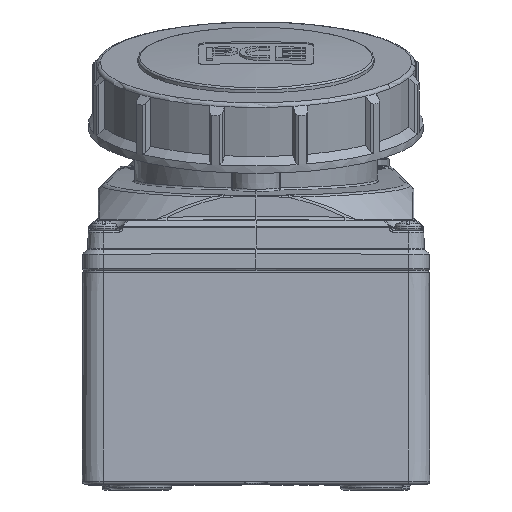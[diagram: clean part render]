
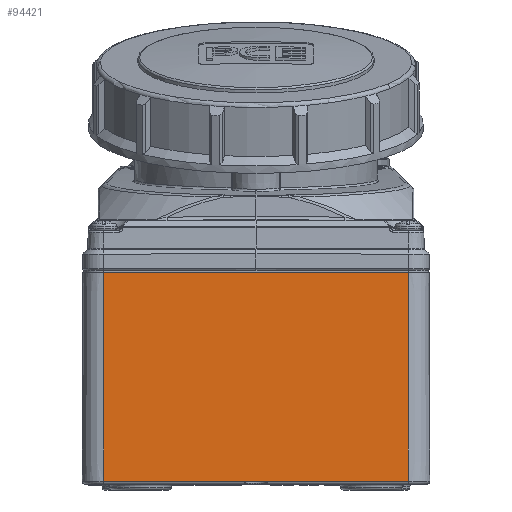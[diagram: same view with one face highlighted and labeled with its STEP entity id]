
A CAD part, left-side view. The second image highlights one B-rep face of the part: STEP entity #94421.
In plain terms, the highlighted planar face has unit normal (-1, 0, 0.004).
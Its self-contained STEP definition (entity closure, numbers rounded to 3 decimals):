
#1497 = EDGE_LOOP ( 'NONE', ( #70726, #16676, #57213, #48012 ) ) ;
#4438 = CARTESIAN_POINT ( 'NONE',  ( -90.19, 39.5, 0.8 ) ) ;
#9077 = CARTESIAN_POINT ( 'NONE',  ( -90.19, 39.5, 0.8 ) ) ;
#11139 = DIRECTION ( 'NONE',  ( 0., -1., 0. ) ) ;
#12282 = EDGE_CURVE ( 'NONE', #54171, #55482, #54486, .T. ) ;
#16303 = CARTESIAN_POINT ( 'NONE',  ( -90., 39.5, 55.1 ) ) ;
#16676 = ORIENTED_EDGE ( 'NONE', *, *, #12282, .F. ) ;
#17433 = EDGE_CURVE ( 'NONE', #82314, #55482, #76284, .T. ) ;
#19541 = LINE ( 'NONE', #81808, #19642 ) ;
#19642 = VECTOR ( 'NONE', #11139, 1000. ) ;
#20237 = DIRECTION ( 'NONE',  ( -0.003, 0., -1. ) ) ;
#21219 = EDGE_CURVE ( 'NONE', #82314, #29882, #19541, .T. ) ;
#23271 = CARTESIAN_POINT ( 'NONE',  ( -90.19, -39.5, 0.8 ) ) ;
#24293 = DIRECTION ( 'NONE',  ( 0.003, 0., 1. ) ) ;
#25057 = VECTOR ( 'NONE', #41975, 1000. ) ;
#29882 = VERTEX_POINT ( 'NONE', #83031 ) ;
#38005 = CARTESIAN_POINT ( 'NONE',  ( -90., 39.5, 55.1 ) ) ;
#41975 = DIRECTION ( 'NONE',  ( -0.003, 0., -1. ) ) ;
#48012 = ORIENTED_EDGE ( 'NONE', *, *, #21219, .F. ) ;
#54171 = VERTEX_POINT ( 'NONE', #23271 ) ;
#54486 = LINE ( 'NONE', #4438, #54786 ) ;
#54786 = VECTOR ( 'NONE', #90785, 1000. ) ;
#55482 = VERTEX_POINT ( 'NONE', #9077 ) ;
#57213 = ORIENTED_EDGE ( 'NONE', *, *, #60030, .F. ) ;
#60030 = EDGE_CURVE ( 'NONE', #29882, #54171, #67963, .T. ) ;
#62746 = FACE_OUTER_BOUND ( 'NONE', #1497, .T. ) ;
#63571 = PLANE ( 'NONE',  #95048 ) ;
#67860 = VECTOR ( 'NONE', #20237, 1000. ) ;
#67963 = LINE ( 'NONE', #83192, #67860 ) ;
#70726 = ORIENTED_EDGE ( 'NONE', *, *, #17433, .T. ) ;
#71486 = DIRECTION ( 'NONE',  ( -1., 0., 0.003 ) ) ;
#76284 = LINE ( 'NONE', #86207, #25057 ) ;
#81808 = CARTESIAN_POINT ( 'NONE',  ( -90., 39.5, 55.1 ) ) ;
#82314 = VERTEX_POINT ( 'NONE', #38005 ) ;
#83031 = CARTESIAN_POINT ( 'NONE',  ( -90., -39.5, 55.1 ) ) ;
#83192 = CARTESIAN_POINT ( 'NONE',  ( -90., -39.5, 55.1 ) ) ;
#86207 = CARTESIAN_POINT ( 'NONE',  ( -90., 39.5, 55.1 ) ) ;
#90785 = DIRECTION ( 'NONE',  ( 0., 1., 0. ) ) ;
#94421 = ADVANCED_FACE ( 'NONE', ( #62746 ), #63571, .T. ) ;
#95048 = AXIS2_PLACEMENT_3D ( 'NONE', #16303, #71486, #24293 ) ;
